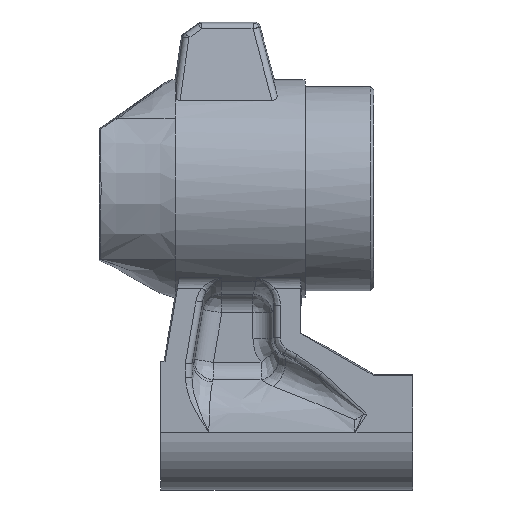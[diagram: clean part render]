
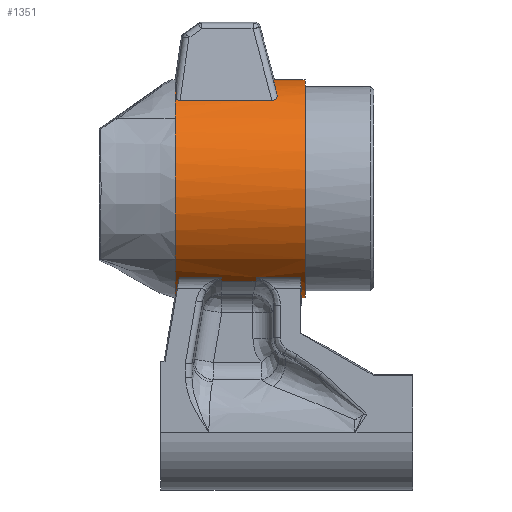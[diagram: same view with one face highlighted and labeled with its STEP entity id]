
A CAD part, front view. The second image highlights one B-rep face of the part: STEP entity #1351.
In plain terms, the highlighted cylindrical face has radius 17 mm (diameter 34 mm), a partial arc.
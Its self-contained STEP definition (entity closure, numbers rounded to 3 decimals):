
#612=AXIS2_PLACEMENT_3D('Ellipse Axis2P3D',#609,#610,#611) ;
#620=AXIS2_PLACEMENT_3D('Ellipse Axis2P3D',#617,#618,#619) ;
#657=AXIS2_PLACEMENT_3D('Ellipse Axis2P3D',#654,#655,#656) ;
#665=AXIS2_PLACEMENT_3D('Ellipse Axis2P3D',#662,#663,#664) ;
#1205=AXIS2_PLACEMENT_3D('Cylinder Axis2P3D',#1202,#1203,#1204) ;
#1209=AXIS2_PLACEMENT_3D('Circle Axis2P3D',#1207,#1208,$) ;
#1272=AXIS2_PLACEMENT_3D('Circle Axis2P3D',#1270,#1271,$) ;
#1279=AXIS2_PLACEMENT_3D('Circle Axis2P3D',#1277,#1278,$) ;
#1286=AXIS2_PLACEMENT_3D('Circle Axis2P3D',#1284,#1285,$) ;
#606=CARTESIAN_POINT('Vertex',(29.2,0.,-17.)) ;
#609=CARTESIAN_POINT('Axis2P3D Location',(29.2,0.,0.)) ;
#614=CARTESIAN_POINT('Vertex',(29.043,-8.999,-14.423)) ;
#617=CARTESIAN_POINT('Axis2P3D Location',(29.2,0.,0.)) ;
#622=CARTESIAN_POINT('Vertex',(29.028,-9.842,-13.861)) ;
#651=CARTESIAN_POINT('Vertex',(10.093,-9.842,-13.861)) ;
#654=CARTESIAN_POINT('Axis2P3D Location',(12.278,0.,0.)) ;
#659=CARTESIAN_POINT('Vertex',(9.983,-9.,-14.422)) ;
#662=CARTESIAN_POINT('Axis2P3D Location',(12.278,0.,0.)) ;
#667=CARTESIAN_POINT('Vertex',(9.436,-1.884,-16.895)) ;
#1202=CARTESIAN_POINT('Axis2P3D Location',(9.436,0.,0.)) ;
#1207=CARTESIAN_POINT('Axis2P3D Location',(29.7,0.,0.)) ;
#1211=CARTESIAN_POINT('Vertex',(29.7,0.,-17.)) ;
#1213=CARTESIAN_POINT('Vertex',(29.7,0.,17.)) ;
#1216=CARTESIAN_POINT('Line Origine',(25.918,0.,17.)) ;
#1220=CARTESIAN_POINT('Vertex',(24.912,0.,17.)) ;
#1224=CARTESIAN_POINT('Control Point',(24.912,0.,17.)) ;
#1225=CARTESIAN_POINT('Control Point',(24.848,-2.357,17.)) ;
#1226=CARTESIAN_POINT('Control Point',(24.9,-4.719,16.563)) ;
#1227=CARTESIAN_POINT('Control Point',(25.074,-6.936,15.692)) ;
#1228=CARTESIAN_POINT('Control Point',(25.346,-8.908,14.479)) ;
#1229=CARTESIAN_POINT('Vertex',(25.346,-8.908,14.479)) ;
#1233=CARTESIAN_POINT('Control Point',(25.346,-8.908,14.479)) ;
#1234=CARTESIAN_POINT('Control Point',(25.366,-9.051,14.391)) ;
#1235=CARTESIAN_POINT('Control Point',(25.363,-9.199,14.298)) ;
#1236=CARTESIAN_POINT('Control Point',(25.34,-9.343,14.204)) ;
#1237=CARTESIAN_POINT('Control Point',(25.236,-9.619,14.019)) ;
#1238=CARTESIAN_POINT('Control Point',(25.014,-9.833,13.868)) ;
#1239=CARTESIAN_POINT('Control Point',(24.871,-9.917,13.808)) ;
#1240=CARTESIAN_POINT('Control Point',(24.702,-9.953,13.782)) ;
#1241=CARTESIAN_POINT('Control Point',(24.533,-9.954,13.781)) ;
#1242=CARTESIAN_POINT('Vertex',(24.528,-9.928,13.8)) ;
#1245=CARTESIAN_POINT('Line Origine',(25.918,-9.928,13.8)) ;
#1249=CARTESIAN_POINT('Vertex',(10.2,-9.954,13.781)) ;
#1253=CARTESIAN_POINT('Control Point',(9.692,-9.789,13.899)) ;
#1254=CARTESIAN_POINT('Control Point',(9.796,-9.866,13.845)) ;
#1255=CARTESIAN_POINT('Control Point',(9.919,-9.923,13.803)) ;
#1256=CARTESIAN_POINT('Control Point',(10.059,-9.954,13.781)) ;
#1257=CARTESIAN_POINT('Control Point',(10.2,-9.954,13.781)) ;
#1258=CARTESIAN_POINT('Vertex',(9.692,-9.789,13.899)) ;
#1262=CARTESIAN_POINT('Control Point',(9.481,-1.72,16.913)) ;
#1263=CARTESIAN_POINT('Control Point',(9.538,-3.886,16.693)) ;
#1264=CARTESIAN_POINT('Control Point',(9.592,-6.014,16.102)) ;
#1265=CARTESIAN_POINT('Control Point',(9.645,-8.009,15.153)) ;
#1266=CARTESIAN_POINT('Control Point',(9.692,-9.789,13.899)) ;
#1267=CARTESIAN_POINT('Vertex',(9.436,-1.72,16.913)) ;
#1270=CARTESIAN_POINT('Axis2P3D Location',(9.436,0.,0.)) ;
#1274=CARTESIAN_POINT('Vertex',(9.436,-12.961,11.)) ;
#1277=CARTESIAN_POINT('Axis2P3D Location',(9.436,0.,0.)) ;
#1281=CARTESIAN_POINT('Vertex',(9.436,-12.961,-11.)) ;
#1284=CARTESIAN_POINT('Axis2P3D Location',(9.436,0.,0.)) ;
#1289=CARTESIAN_POINT('Line Origine',(25.918,-9.842,-13.861)) ;
#1293=CARTESIAN_POINT('Vertex',(16.649,-9.77,-13.912)) ;
#1297=CARTESIAN_POINT('Control Point',(16.649,-9.77,-13.912)) ;
#1298=CARTESIAN_POINT('Control Point',(16.64,-9.518,-14.089)) ;
#1299=CARTESIAN_POINT('Control Point',(16.633,-9.261,-14.259)) ;
#1300=CARTESIAN_POINT('Control Point',(16.627,-9.,-14.422)) ;
#1301=CARTESIAN_POINT('Vertex',(16.628,-9.,-14.422)) ;
#1304=CARTESIAN_POINT('Line Origine',(25.918,-9.,-14.422)) ;
#1308=CARTESIAN_POINT('Vertex',(22.065,-8.999,-14.423)) ;
#1312=CARTESIAN_POINT('Control Point',(22.145,-9.769,-13.913)) ;
#1313=CARTESIAN_POINT('Control Point',(22.119,-9.517,-14.09)) ;
#1314=CARTESIAN_POINT('Control Point',(22.092,-9.26,-14.26)) ;
#1315=CARTESIAN_POINT('Control Point',(22.065,-8.999,-14.423)) ;
#1316=CARTESIAN_POINT('Vertex',(22.145,-9.842,-13.861)) ;
#1319=CARTESIAN_POINT('Line Origine',(25.918,-9.842,-13.861)) ;
#1324=CARTESIAN_POINT('Line Origine',(25.918,0.,-17.)) ;
#610=DIRECTION('Axis2P3D Direction',(1.,-0.017,0.)) ;
#611=DIRECTION('Axis2P3D XDirection',(-0.017,-1.,0.)) ;
#618=DIRECTION('Axis2P3D Direction',(1.,-0.017,0.)) ;
#619=DIRECTION('Axis2P3D XDirection',(-0.017,-1.,0.)) ;
#655=DIRECTION('Axis2P3D Direction',(-0.986,-0.017,0.168)) ;
#656=DIRECTION('Axis2P3D XDirection',(-0.169,0.102,-0.98)) ;
#663=DIRECTION('Axis2P3D Direction',(-0.986,-0.017,0.168)) ;
#664=DIRECTION('Axis2P3D XDirection',(-0.169,0.102,-0.98)) ;
#1203=DIRECTION('Axis2P3D Direction',(1.,0.,0.)) ;
#1204=DIRECTION('Axis2P3D XDirection',(0.,0.,1.)) ;
#1208=DIRECTION('Axis2P3D Direction',(1.,0.,0.)) ;
#1217=DIRECTION('Vector Direction',(1.,0.,0.)) ;
#1246=DIRECTION('Vector Direction',(1.,0.,0.)) ;
#1271=DIRECTION('Axis2P3D Direction',(1.,0.,0.)) ;
#1278=DIRECTION('Axis2P3D Direction',(1.,0.,0.)) ;
#1285=DIRECTION('Axis2P3D Direction',(1.,0.,0.)) ;
#1290=DIRECTION('Vector Direction',(1.,0.,0.)) ;
#1305=DIRECTION('Vector Direction',(1.,0.,0.)) ;
#1320=DIRECTION('Vector Direction',(1.,0.,0.)) ;
#1325=DIRECTION('Vector Direction',(1.,0.,0.)) ;
#1218=VECTOR('Line Direction',#1217,1.) ;
#1247=VECTOR('Line Direction',#1246,1.) ;
#1291=VECTOR('Line Direction',#1290,1.) ;
#1306=VECTOR('Line Direction',#1305,1.) ;
#1321=VECTOR('Line Direction',#1320,1.) ;
#1326=VECTOR('Line Direction',#1325,1.) ;
#1330=ORIENTED_EDGE('',*,*,#1215,.T.) ;
#1331=ORIENTED_EDGE('',*,*,#1222,.F.) ;
#1332=ORIENTED_EDGE('',*,*,#1231,.T.) ;
#1333=ORIENTED_EDGE('',*,*,#1244,.T.) ;
#1334=ORIENTED_EDGE('',*,*,#1251,.F.) ;
#1335=ORIENTED_EDGE('',*,*,#1260,.F.) ;
#1336=ORIENTED_EDGE('',*,*,#1269,.F.) ;
#1337=ORIENTED_EDGE('',*,*,#1276,.T.) ;
#1338=ORIENTED_EDGE('',*,*,#1283,.T.) ;
#1339=ORIENTED_EDGE('',*,*,#1288,.T.) ;
#1340=ORIENTED_EDGE('',*,*,#669,.F.) ;
#1341=ORIENTED_EDGE('',*,*,#661,.F.) ;
#1342=ORIENTED_EDGE('',*,*,#1295,.F.) ;
#1343=ORIENTED_EDGE('',*,*,#1303,.T.) ;
#1344=ORIENTED_EDGE('',*,*,#1310,.T.) ;
#1345=ORIENTED_EDGE('',*,*,#1318,.F.) ;
#1346=ORIENTED_EDGE('',*,*,#1323,.F.) ;
#1347=ORIENTED_EDGE('',*,*,#624,.T.) ;
#1348=ORIENTED_EDGE('',*,*,#616,.T.) ;
#1349=ORIENTED_EDGE('',*,*,#1328,.T.) ;
#1351=ADVANCED_FACE('PartBody ( 506_37_94_________ARM__SToDRULLE__G - *MASTER - *SET7 - *SOL1740 - *SOL1740 )',(#1350),#1206,.T.) ;
#1223=B_SPLINE_CURVE_WITH_KNOTS('',4,(#1224,#1225,#1226,#1227,#1228),.UNSPECIFIED.,.F.,.U.,(5,5),(0.,9.399),.UNSPECIFIED.) ;
#1232=B_SPLINE_CURVE_WITH_KNOTS('',5,(#1233,#1234,#1235,#1236,#1237,#1238,#1239,#1240,#1241),.UNSPECIFIED.,.F.,.U.,(6,3,6),(0.,0.859,1.719),.UNSPECIFIED.) ;
#1252=B_SPLINE_CURVE_WITH_KNOTS('',4,(#1253,#1254,#1255,#1256,#1257),.UNSPECIFIED.,.F.,.U.,(5,5),(0.,0.566),.UNSPECIFIED.) ;
#1261=B_SPLINE_CURVE_WITH_KNOTS('',4,(#1262,#1263,#1264,#1265,#1266),.UNSPECIFIED.,.F.,.U.,(5,5),(0.,8.711),.UNSPECIFIED.) ;
#1296=B_SPLINE_CURVE_WITH_KNOTS('',3,(#1297,#1298,#1299,#1300),.UNSPECIFIED.,.F.,.U.,(4,4),(0.,0.924),.UNSPECIFIED.) ;
#1311=B_SPLINE_CURVE_WITH_KNOTS('',3,(#1312,#1313,#1314,#1315),.UNSPECIFIED.,.F.,.U.,(4,4),(0.,0.927),.UNSPECIFIED.) ;
#1210=CIRCLE('generated circle',#1209,17.) ;
#1273=CIRCLE('generated circle',#1272,17.) ;
#1280=CIRCLE('generated circle',#1279,17.) ;
#1287=CIRCLE('generated circle',#1286,17.) ;
#1206=CYLINDRICAL_SURFACE('generated cylinder',#1205,17.) ;
#616=EDGE_CURVE('',#615,#607,#613,.T.) ;
#624=EDGE_CURVE('',#623,#615,#621,.T.) ;
#661=EDGE_CURVE('',#652,#660,#658,.F.) ;
#669=EDGE_CURVE('',#660,#668,#666,.F.) ;
#1215=EDGE_CURVE('',#1212,#1214,#1210,.F.) ;
#1222=EDGE_CURVE('',#1221,#1214,#1219,.T.) ;
#1231=EDGE_CURVE('',#1221,#1230,#1223,.T.) ;
#1244=EDGE_CURVE('',#1230,#1243,#1232,.T.) ;
#1251=EDGE_CURVE('',#1250,#1243,#1248,.T.) ;
#1260=EDGE_CURVE('',#1259,#1250,#1252,.T.) ;
#1269=EDGE_CURVE('',#1268,#1259,#1261,.T.) ;
#1276=EDGE_CURVE('',#1268,#1275,#1273,.T.) ;
#1283=EDGE_CURVE('',#1275,#1282,#1280,.T.) ;
#1288=EDGE_CURVE('',#1282,#668,#1287,.T.) ;
#1295=EDGE_CURVE('',#1294,#652,#1292,.F.) ;
#1303=EDGE_CURVE('',#1294,#1302,#1296,.T.) ;
#1310=EDGE_CURVE('',#1302,#1309,#1307,.T.) ;
#1318=EDGE_CURVE('',#1317,#1309,#1311,.T.) ;
#1323=EDGE_CURVE('',#623,#1317,#1322,.F.) ;
#1328=EDGE_CURVE('',#607,#1212,#1327,.T.) ;
#1329=EDGE_LOOP('',(#1330,#1331,#1332,#1333,#1334,#1335,#1336,#1337,#1338,#1339,#1340,#1341,#1342,#1343,#1344,#1345,#1346,#1347,#1348,#1349)) ;
#613=ELLIPSE('Ellipse',#612,17.003,17.) ;
#621=ELLIPSE('Ellipse',#620,17.003,17.) ;
#658=ELLIPSE('Ellipse',#657,17.247,17.) ;
#666=ELLIPSE('Ellipse',#665,17.247,17.) ;
#1350=FACE_OUTER_BOUND('',#1329,.T.) ;
#1219=LINE('Line',#1216,#1218) ;
#1248=LINE('Line',#1245,#1247) ;
#1292=LINE('Line',#1289,#1291) ;
#1307=LINE('Line',#1304,#1306) ;
#1322=LINE('Line',#1319,#1321) ;
#1327=LINE('Line',#1324,#1326) ;
#607=VERTEX_POINT('',#606) ;
#615=VERTEX_POINT('',#614) ;
#623=VERTEX_POINT('',#622) ;
#652=VERTEX_POINT('',#651) ;
#660=VERTEX_POINT('',#659) ;
#668=VERTEX_POINT('',#667) ;
#1212=VERTEX_POINT('',#1211) ;
#1214=VERTEX_POINT('',#1213) ;
#1221=VERTEX_POINT('',#1220) ;
#1230=VERTEX_POINT('',#1229) ;
#1243=VERTEX_POINT('',#1242) ;
#1250=VERTEX_POINT('',#1249) ;
#1259=VERTEX_POINT('',#1258) ;
#1268=VERTEX_POINT('',#1267) ;
#1275=VERTEX_POINT('',#1274) ;
#1282=VERTEX_POINT('',#1281) ;
#1294=VERTEX_POINT('',#1293) ;
#1302=VERTEX_POINT('',#1301) ;
#1309=VERTEX_POINT('',#1308) ;
#1317=VERTEX_POINT('',#1316) ;
